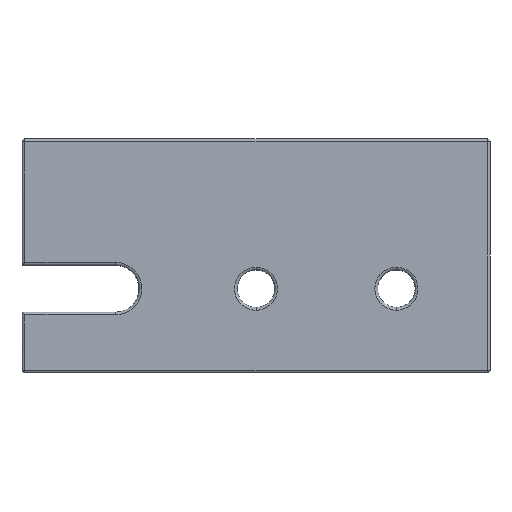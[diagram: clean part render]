
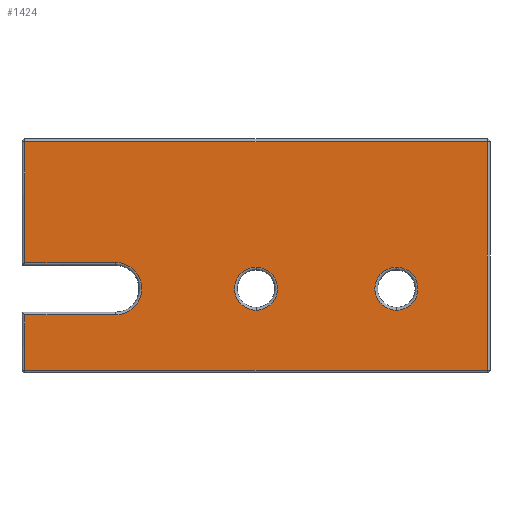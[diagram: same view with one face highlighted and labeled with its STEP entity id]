
A CAD part, front view. The second image highlights one B-rep face of the part: STEP entity #1424.
In plain terms, the highlighted planar face has unit normal (0, -1, 0).
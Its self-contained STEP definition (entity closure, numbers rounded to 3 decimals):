
#31 = VECTOR ( 'NONE', #964, 1000. ) ;
#38 = DIRECTION ( 'NONE',  ( 0., 1., 0. ) ) ;
#40 = VERTEX_POINT ( 'NONE', #983 ) ;
#44 = LINE ( 'NONE', #1561, #1465 ) ;
#49 = DIRECTION ( 'NONE',  ( 0., 0., 1. ) ) ;
#51 = EDGE_LOOP ( 'NONE', ( #914, #879 ) ) ;
#62 = LINE ( 'NONE', #197, #31 ) ;
#64 = AXIS2_PLACEMENT_3D ( 'NONE', #969, #588, #1480 ) ;
#99 = VERTEX_POINT ( 'NONE', #489 ) ;
#101 = CARTESIAN_POINT ( 'NONE',  ( 40., 0., -18.3 ) ) ;
#122 = LINE ( 'NONE', #733, #689 ) ;
#124 = DIRECTION ( 'NONE',  ( 0., 0., 1. ) ) ;
#138 = EDGE_CURVE ( 'NONE', #99, #1081, #122, .T. ) ;
#152 = EDGE_CURVE ( 'NONE', #970, #198, #1260, .T. ) ;
#169 = CIRCLE ( 'NONE', #329, 2.3 ) ;
#197 = CARTESIAN_POINT ( 'NONE',  ( 10., 0., -13.2 ) ) ;
#198 = VERTEX_POINT ( 'NONE', #636 ) ;
#224 = CARTESIAN_POINT ( 'NONE',  ( 25., 0., -18.3 ) ) ;
#240 = FACE_BOUND ( 'NONE', #51, .T. ) ;
#246 = CARTESIAN_POINT ( 'NONE',  ( 0.3, 0., -16. ) ) ;
#251 = EDGE_CURVE ( 'NONE', #198, #357, #534, .T. ) ;
#276 = DIRECTION ( 'NONE',  ( 1., 0., 0. ) ) ;
#289 = ORIENTED_EDGE ( 'NONE', *, *, #519, .T. ) ;
#300 = VECTOR ( 'NONE', #647, 1000. ) ;
#317 = VECTOR ( 'NONE', #1460, 1000. ) ;
#329 = AXIS2_PLACEMENT_3D ( 'NONE', #971, #732, #581 ) ;
#346 = AXIS2_PLACEMENT_3D ( 'NONE', #381, #38, #124 ) ;
#357 = VERTEX_POINT ( 'NONE', #1438 ) ;
#381 = CARTESIAN_POINT ( 'NONE',  ( 10., 0., -16. ) ) ;
#427 = DIRECTION ( 'NONE',  ( 0., 1., 0. ) ) ;
#435 = LINE ( 'NONE', #557, #317 ) ;
#489 = CARTESIAN_POINT ( 'NONE',  ( 0.3, 0., -18.8 ) ) ;
#519 = EDGE_CURVE ( 'NONE', #984, #1154, #169, .T. ) ;
#527 = ORIENTED_EDGE ( 'NONE', *, *, #936, .T. ) ;
#534 = LINE ( 'NONE', #246, #300 ) ;
#557 = CARTESIAN_POINT ( 'NONE',  ( 10., 0., -18.8 ) ) ;
#561 = CIRCLE ( 'NONE', #716, 2.3 ) ;
#573 = CARTESIAN_POINT ( 'NONE',  ( 49.7, 0., -24.7 ) ) ;
#580 = ORIENTED_EDGE ( 'NONE', *, *, #1413, .T. ) ;
#581 = DIRECTION ( 'NONE',  ( 0., 0., 1. ) ) ;
#588 = DIRECTION ( 'NONE',  ( 0., 1., 0. ) ) ;
#612 = DIRECTION ( 'NONE',  ( 0., 1., 0. ) ) ;
#619 = FACE_BOUND ( 'NONE', #630, .T. ) ;
#630 = EDGE_LOOP ( 'NONE', ( #1420, #289 ) ) ;
#636 = CARTESIAN_POINT ( 'NONE',  ( 0.3, 0., -0.3 ) ) ;
#637 = ORIENTED_EDGE ( 'NONE', *, *, #138, .T. ) ;
#647 = DIRECTION ( 'NONE',  ( 0., 0., -1. ) ) ;
#667 = ORIENTED_EDGE ( 'NONE', *, *, #1517, .T. ) ;
#670 = FACE_OUTER_BOUND ( 'NONE', #817, .T. ) ;
#689 = VECTOR ( 'NONE', #1244, 1000. ) ;
#716 = AXIS2_PLACEMENT_3D ( 'NONE', #1217, #941, #49 ) ;
#724 = AXIS2_PLACEMENT_3D ( 'NONE', #980, #612, #986 ) ;
#732 = DIRECTION ( 'NONE',  ( 0., 1., 0. ) ) ;
#733 = CARTESIAN_POINT ( 'NONE',  ( 0.3, 0., -16. ) ) ;
#738 = VECTOR ( 'NONE', #883, 1000. ) ;
#778 = CIRCLE ( 'NONE', #64, 2.3 ) ;
#788 = ORIENTED_EDGE ( 'NONE', *, *, #152, .T. ) ;
#807 = CARTESIAN_POINT ( 'NONE',  ( 40., 0., -13.7 ) ) ;
#817 = EDGE_LOOP ( 'NONE', ( #667, #637, #1374, #580, #788, #846, #1309, #527 ) ) ;
#846 = ORIENTED_EDGE ( 'NONE', *, *, #251, .T. ) ;
#877 = CARTESIAN_POINT ( 'NONE',  ( 0.3, 0., -24.7 ) ) ;
#879 = ORIENTED_EDGE ( 'NONE', *, *, #1522, .T. ) ;
#883 = DIRECTION ( 'NONE',  ( -1., 0., 0. ) ) ;
#914 = ORIENTED_EDGE ( 'NONE', *, *, #954, .T. ) ;
#936 = EDGE_CURVE ( 'NONE', #1429, #1392, #973, .T. ) ;
#941 = DIRECTION ( 'NONE',  ( 0., 1., 0. ) ) ;
#954 = EDGE_CURVE ( 'NONE', #40, #1342, #778, .T. ) ;
#964 = DIRECTION ( 'NONE',  ( 1., 0., 0. ) ) ;
#969 = CARTESIAN_POINT ( 'NONE',  ( 25., 0., -16. ) ) ;
#970 = VERTEX_POINT ( 'NONE', #1099 ) ;
#971 = CARTESIAN_POINT ( 'NONE',  ( 40., 0., -16. ) ) ;
#973 = CIRCLE ( 'NONE', #724, 2.8 ) ;
#980 = CARTESIAN_POINT ( 'NONE',  ( 10., 0., -16. ) ) ;
#983 = CARTESIAN_POINT ( 'NONE',  ( 25., 0., -13.7 ) ) ;
#984 = VERTEX_POINT ( 'NONE', #101 ) ;
#986 = DIRECTION ( 'NONE',  ( 0., 0., 1. ) ) ;
#1019 = VECTOR ( 'NONE', #1394, 1000. ) ;
#1027 = PLANE ( 'NONE',  #346 ) ;
#1055 = CARTESIAN_POINT ( 'NONE',  ( 49.7, 0., -16. ) ) ;
#1081 = VERTEX_POINT ( 'NONE', #877 ) ;
#1099 = CARTESIAN_POINT ( 'NONE',  ( 49.7, 0., -0.3 ) ) ;
#1154 = VERTEX_POINT ( 'NONE', #807 ) ;
#1172 = EDGE_CURVE ( 'NONE', #1081, #1272, #44, .T. ) ;
#1217 = CARTESIAN_POINT ( 'NONE',  ( 40., 0., -16. ) ) ;
#1244 = DIRECTION ( 'NONE',  ( 0., 0., -1. ) ) ;
#1260 = LINE ( 'NONE', #1509, #738 ) ;
#1272 = VERTEX_POINT ( 'NONE', #573 ) ;
#1280 = AXIS2_PLACEMENT_3D ( 'NONE', #1578, #427, #1326 ) ;
#1309 = ORIENTED_EDGE ( 'NONE', *, *, #1611, .T. ) ;
#1326 = DIRECTION ( 'NONE',  ( 0., 0., 1. ) ) ;
#1342 = VERTEX_POINT ( 'NONE', #224 ) ;
#1374 = ORIENTED_EDGE ( 'NONE', *, *, #1172, .T. ) ;
#1392 = VERTEX_POINT ( 'NONE', #1530 ) ;
#1394 = DIRECTION ( 'NONE',  ( 0., 0., 1. ) ) ;
#1413 = EDGE_CURVE ( 'NONE', #1272, #970, #1539, .T. ) ;
#1420 = ORIENTED_EDGE ( 'NONE', *, *, #1550, .T. ) ;
#1424 = ADVANCED_FACE ( 'NONE', ( #240, #619, #670 ), #1027, .F. ) ;
#1429 = VERTEX_POINT ( 'NONE', #1566 ) ;
#1438 = CARTESIAN_POINT ( 'NONE',  ( 0.3, 0., -13.2 ) ) ;
#1446 = CIRCLE ( 'NONE', #1280, 2.3 ) ;
#1460 = DIRECTION ( 'NONE',  ( -1., 0., 0. ) ) ;
#1465 = VECTOR ( 'NONE', #276, 1000. ) ;
#1480 = DIRECTION ( 'NONE',  ( 0., 0., 1. ) ) ;
#1509 = CARTESIAN_POINT ( 'NONE',  ( 10., 0., -0.3 ) ) ;
#1517 = EDGE_CURVE ( 'NONE', #1392, #99, #435, .T. ) ;
#1522 = EDGE_CURVE ( 'NONE', #1342, #40, #1446, .T. ) ;
#1530 = CARTESIAN_POINT ( 'NONE',  ( 10., 0., -18.8 ) ) ;
#1539 = LINE ( 'NONE', #1055, #1019 ) ;
#1550 = EDGE_CURVE ( 'NONE', #1154, #984, #561, .T. ) ;
#1561 = CARTESIAN_POINT ( 'NONE',  ( 10., 0., -24.7 ) ) ;
#1566 = CARTESIAN_POINT ( 'NONE',  ( 10., 0., -13.2 ) ) ;
#1578 = CARTESIAN_POINT ( 'NONE',  ( 25., 0., -16. ) ) ;
#1611 = EDGE_CURVE ( 'NONE', #357, #1429, #62, .T. ) ;
